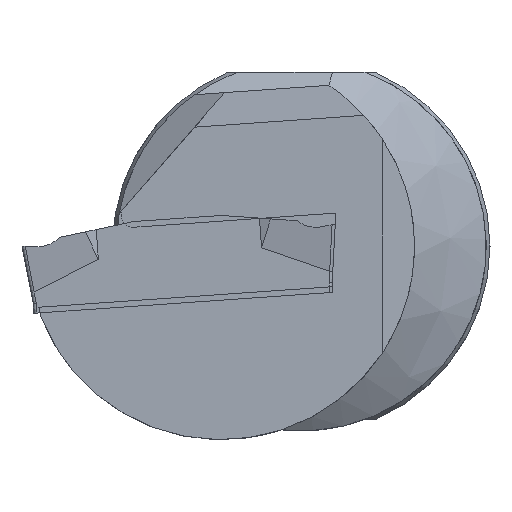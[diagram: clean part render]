
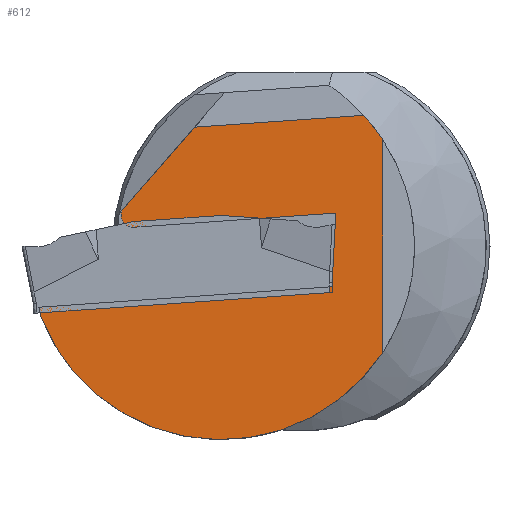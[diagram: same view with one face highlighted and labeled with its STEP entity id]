
A CAD part, left-side view. The second image highlights one B-rep face of the part: STEP entity #612.
In plain terms, the highlighted planar face has unit normal (-1, 0, 0).
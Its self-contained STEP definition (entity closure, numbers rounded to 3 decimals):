
#561=CIRCLE('',#1709,12.825);
#562=CIRCLE('',#1710,12.825);
#563=CIRCLE('',#1711,0.8);
#612=ADVANCED_FACE('',(#713),#660,.T.);
#660=PLANE('',#1712);
#713=FACE_OUTER_BOUND('',#772,.T.);
#772=EDGE_LOOP('',(#1035,#1036,#1037,#1038,#1039,#1040,#1041,#1042,#1043,
#1044));
#1035=ORIENTED_EDGE('',*,*,#1378,.T.);
#1036=ORIENTED_EDGE('',*,*,#1379,.T.);
#1037=ORIENTED_EDGE('',*,*,#1380,.F.);
#1038=ORIENTED_EDGE('',*,*,#1356,.F.);
#1039=ORIENTED_EDGE('',*,*,#1381,.F.);
#1040=ORIENTED_EDGE('',*,*,#1382,.T.);
#1041=ORIENTED_EDGE('',*,*,#1383,.T.);
#1042=ORIENTED_EDGE('',*,*,#1384,.T.);
#1043=ORIENTED_EDGE('',*,*,#1385,.T.);
#1044=ORIENTED_EDGE('',*,*,#1386,.T.);
#1215=VERTEX_POINT('',#2267);
#1216=VERTEX_POINT('',#2268);
#1235=VERTEX_POINT('',#2350);
#1236=VERTEX_POINT('',#2351);
#1237=VERTEX_POINT('',#2353);
#1238=VERTEX_POINT('',#2356);
#1239=VERTEX_POINT('',#2358);
#1240=VERTEX_POINT('',#2360);
#1241=VERTEX_POINT('',#2362);
#1242=VERTEX_POINT('',#2364);
#1356=EDGE_CURVE('',#1215,#1216,#1496,.T.);
#1378=EDGE_CURVE('',#1235,#1236,#1504,.T.);
#1379=EDGE_CURVE('',#1236,#1237,#1505,.T.);
#1380=EDGE_CURVE('',#1216,#1237,#561,.T.);
#1381=EDGE_CURVE('',#1238,#1215,#562,.T.);
#1382=EDGE_CURVE('',#1238,#1239,#1506,.T.);
#1383=EDGE_CURVE('',#1239,#1240,#1507,.T.);
#1384=EDGE_CURVE('',#1240,#1241,#563,.T.);
#1385=EDGE_CURVE('',#1241,#1242,#1508,.T.);
#1386=EDGE_CURVE('',#1242,#1235,#1509,.T.);
#1496=LINE('',#2266,#1600);
#1504=LINE('',#2349,#1608);
#1505=LINE('',#2352,#1609);
#1506=LINE('',#2357,#1610);
#1507=LINE('',#2359,#1611);
#1508=LINE('',#2363,#1612);
#1509=LINE('',#2365,#1613);
#1600=VECTOR('',#1935,1.);
#1608=VECTOR('',#1971,1.);
#1609=VECTOR('',#1972,1.);
#1610=VECTOR('',#1977,1.);
#1611=VECTOR('',#1978,1.);
#1612=VECTOR('',#1981,1.);
#1613=VECTOR('',#1982,1.);
#1709=AXIS2_PLACEMENT_3D('',#2354,#1973,#1974);
#1710=AXIS2_PLACEMENT_3D('',#2355,#1975,#1976);
#1711=AXIS2_PLACEMENT_3D('',#2361,#1979,#1980);
#1712=AXIS2_PLACEMENT_3D('',#2366,#1983,#1984);
#1935=DIRECTION('',(0.,0.,-1.));
#1971=DIRECTION('',(0.,0.998,-0.07));
#1972=DIRECTION('',(0.,-0.191,-0.982));
#1973=DIRECTION('',(1.,0.,0.));
#1974=DIRECTION('',(0.,0.,1.));
#1975=DIRECTION('',(1.,0.,0.));
#1976=DIRECTION('',(0.,0.,1.));
#1977=DIRECTION('',(0.,0.998,-0.07));
#1978=DIRECTION('',(0.,0.656,-0.755));
#1979=DIRECTION('',(-1.,0.,0.));
#1980=DIRECTION('',(0.,-1.,0.));
#1981=DIRECTION('',(0.,-0.998,0.07));
#1982=DIRECTION('',(0.,0.052,-0.999));
#1983=DIRECTION('',(-1.,0.,0.));
#1984=DIRECTION('',(0.,0.,1.));
#2266=CARTESIAN_POINT('',(0.4,-5.4,0.));
#2267=CARTESIAN_POINT('',(0.4,-5.4,7.032));
#2268=CARTESIAN_POINT('',(0.4,-5.4,-7.032));
#2349=CARTESIAN_POINT('',(0.4,17.992,-4.1));
#2350=CARTESIAN_POINT('',(0.4,-2.032,-2.699));
#2351=CARTESIAN_POINT('',(0.4,17.385,-4.057));
#2352=CARTESIAN_POINT('',(0.4,17.512,-3.404));
#2353=CARTESIAN_POINT('',(0.4,17.263,-4.687));
#2354=CARTESIAN_POINT('',(0.4,5.325,0.));
#2355=CARTESIAN_POINT('',(0.4,5.325,0.));
#2356=CARTESIAN_POINT('',(0.4,-4.139,8.655));
#2357=CARTESIAN_POINT('',(0.4,0.582,8.325));
#2358=CARTESIAN_POINT('',(0.4,7.066,7.872));
#2359=CARTESIAN_POINT('',(0.4,7.922,6.887));
#2360=CARTESIAN_POINT('',(0.4,11.888,2.325));
#2361=CARTESIAN_POINT('',(0.4,11.139,2.043));
#2362=CARTESIAN_POINT('',(0.4,11.083,1.245));
#2363=CARTESIAN_POINT('',(0.4,3.518,1.774));
#2364=CARTESIAN_POINT('',(0.4,-2.288,2.18));
#2365=CARTESIAN_POINT('',(0.4,-2.193,0.38));
#2366=CARTESIAN_POINT('',(0.4,0.,0.));
